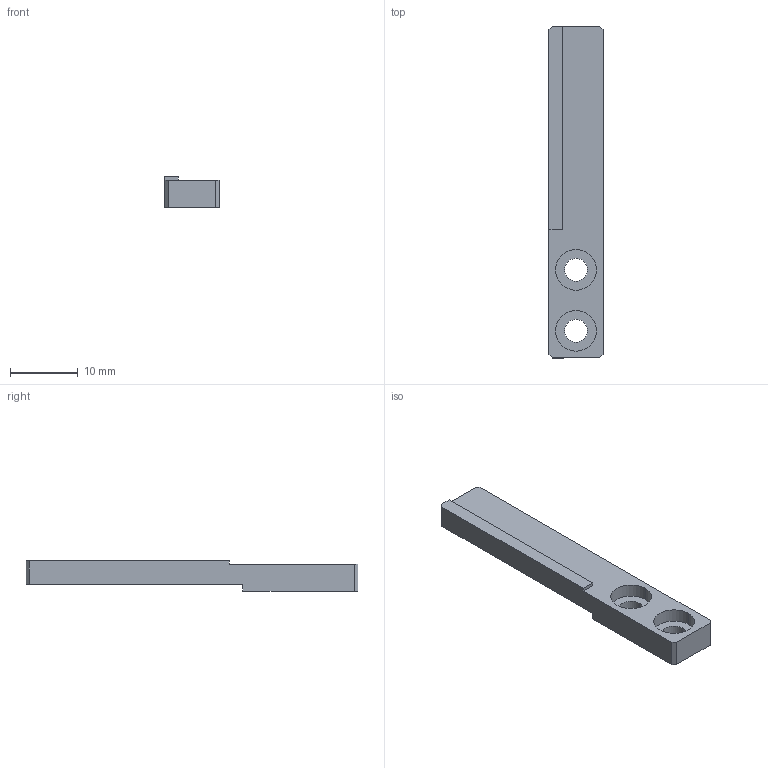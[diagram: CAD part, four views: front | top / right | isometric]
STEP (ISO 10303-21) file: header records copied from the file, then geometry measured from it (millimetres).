
FILE_DESCRIPTION (( 'STEP AP214' ), '1' );
FILE_NAME ('12600016.STEP', '2021-03-15T15:37:06', ( '' ), ( '' ), 'SwSTEP 2.0', 'SolidWorks 2020', '' );
FILE_SCHEMA (( 'AUTOMOTIVE_DESIGN' ));
Length unit declared in the file: millimetre
Products named in the file (1): 12600016
Bounding box: 8 x 49 x 4.5 mm (x, y, z)
Volume: 1190.8 mm3; surface area: 1284.6 mm2
Topology: 1 solids, 1 shells, 25 faces, 63 edges, 42 vertices
Faces by surface type: plane 17, cylinder 8
Entity records: 795 total; most frequent: DIRECTION 131, CARTESIAN_POINT 131, ORIENTED_EDGE 126, EDGE_CURVE 63, LINE 47, VECTOR 47, AXIS2_PLACEMENT_3D 42, VERTEX_POINT 42
